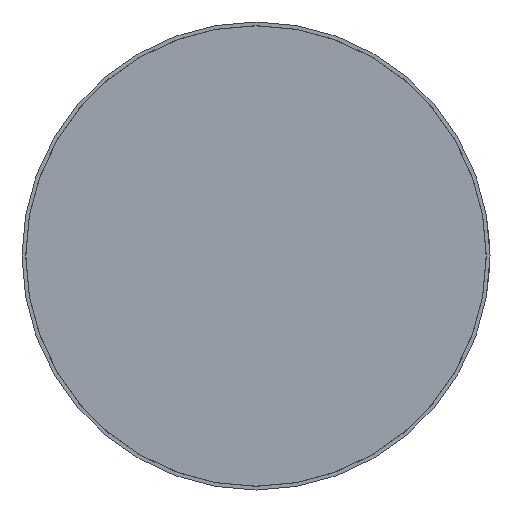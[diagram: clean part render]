
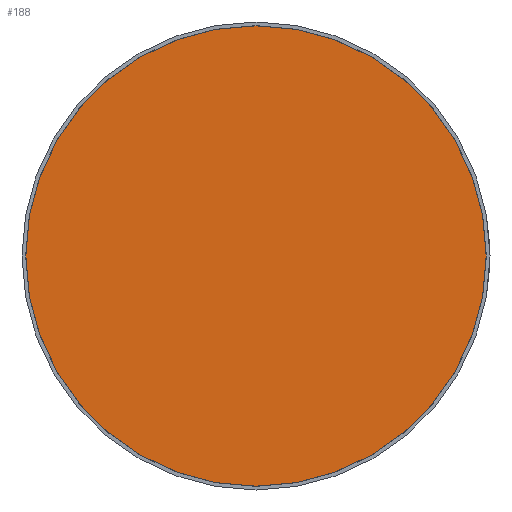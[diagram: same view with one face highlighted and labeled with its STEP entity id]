
A CAD part, front view. The second image highlights one B-rep face of the part: STEP entity #188.
In plain terms, the highlighted planar face has unit normal (0, -1, 0).
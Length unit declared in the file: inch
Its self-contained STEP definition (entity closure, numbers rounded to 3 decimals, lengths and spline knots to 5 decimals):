
#23 = VERTEX_POINT ( 'NONE', #1591 ) ;
#149 = DIRECTION ( 'NONE',  ( 0., 0., -1. ) ) ;
#163 = DIRECTION ( 'NONE',  ( 0., -1., 0. ) ) ;
#164 = EDGE_LOOP ( 'NONE', ( #1742, #518 ) ) ;
#188 = ADVANCED_FACE ( 'NONE', ( #977 ), #1468, .T. ) ;
#190 = AXIS2_PLACEMENT_3D ( 'NONE', #1234, #1212, #1935 ) ;
#249 = CIRCLE ( 'NONE', #515, 3.8725 ) ;
#307 = VERTEX_POINT ( 'NONE', #744 ) ;
#419 = CIRCLE ( 'NONE', #190, 3.8725 ) ;
#515 = AXIS2_PLACEMENT_3D ( 'NONE', #1614, #1434, #1969 ) ;
#518 = ORIENTED_EDGE ( 'NONE', *, *, #1520, .T. ) ;
#668 = EDGE_CURVE ( 'NONE', #307, #23, #249, .T. ) ;
#744 = CARTESIAN_POINT ( 'NONE',  ( 0., -0.04, -3.8725 ) ) ;
#977 = FACE_OUTER_BOUND ( 'NONE', #164, .T. ) ;
#1212 = DIRECTION ( 'NONE',  ( 0., -1., 0. ) ) ;
#1234 = CARTESIAN_POINT ( 'NONE',  ( 0., -0.04, 0. ) ) ;
#1302 = AXIS2_PLACEMENT_3D ( 'NONE', #1938, #163, #149 ) ;
#1434 = DIRECTION ( 'NONE',  ( 0., -1., 0. ) ) ;
#1468 = PLANE ( 'NONE',  #1302 ) ;
#1520 = EDGE_CURVE ( 'NONE', #23, #307, #419, .T. ) ;
#1591 = CARTESIAN_POINT ( 'NONE',  ( 0., -0.04, 3.8725 ) ) ;
#1614 = CARTESIAN_POINT ( 'NONE',  ( 0., -0.04, 0. ) ) ;
#1742 = ORIENTED_EDGE ( 'NONE', *, *, #668, .T. ) ;
#1935 = DIRECTION ( 'NONE',  ( 0., 0., -1. ) ) ;
#1938 = CARTESIAN_POINT ( 'NONE',  ( 0., -0.04, 0. ) ) ;
#1969 = DIRECTION ( 'NONE',  ( 0., 0., -1. ) ) ;
